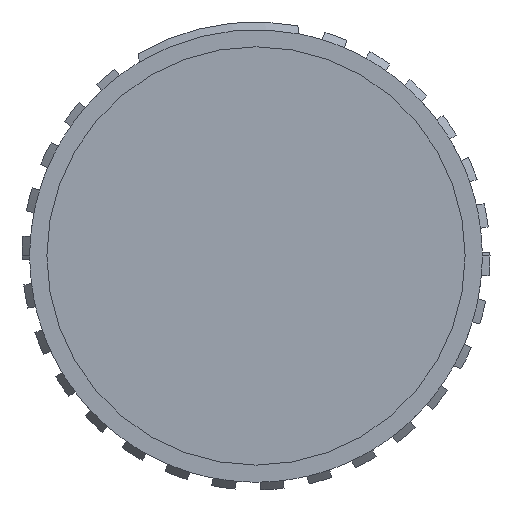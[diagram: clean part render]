
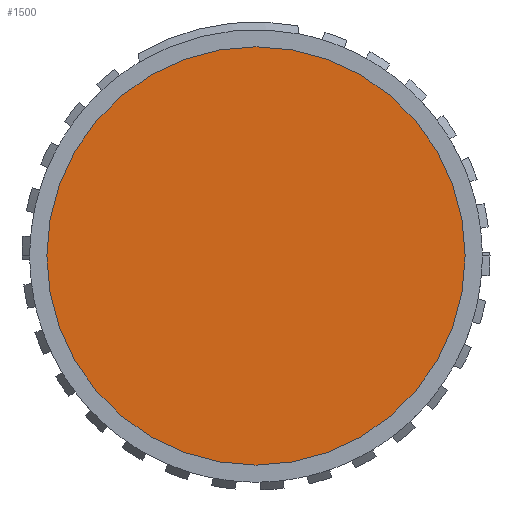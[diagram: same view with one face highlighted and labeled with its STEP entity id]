
A CAD part, left-side view. The second image highlights one B-rep face of the part: STEP entity #1500.
In plain terms, the highlighted planar face has unit normal (-1, 0, 0).
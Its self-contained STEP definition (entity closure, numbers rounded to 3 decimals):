
#1300=CARTESIAN_POINT('',(4.75,4.025,0.));
#1310=DIRECTION('',(-1.,0.,0.));
#1320=DIRECTION('',(0.,1.,0.));
#1330=AXIS2_PLACEMENT_3D('',#1300,#1310,#1320);
#1340=PLANE('',#1330);
#1350=CARTESIAN_POINT('',(4.75,0.,0.));
#1360=DIRECTION('',(1.,0.,0.));
#1370=DIRECTION('',(0.,-1.,0.));
#1380=AXIS2_PLACEMENT_3D('',#1350,#1360,#1370);
#1390=CIRCLE('',#1380,8.);
#1400=CARTESIAN_POINT('',(4.75,-8.,0.));
#1410=VERTEX_POINT('',#1400);
#1420=CARTESIAN_POINT('',(4.75,8.,0.));
#1430=VERTEX_POINT('',#1420);
#1440=EDGE_CURVE('',#1410,#1430,#1390,.T.);
#1450=ORIENTED_EDGE('',*,*,#1440,.F.);
#1460=EDGE_CURVE('',#1430,#1410,#1390,.T.);
#1470=ORIENTED_EDGE('',*,*,#1460,.F.);
#1480=EDGE_LOOP('',(#1470,#1450));
#1490=FACE_OUTER_BOUND('',#1480,.T.);
#1500=ADVANCED_FACE('',(#1490),#1340,.T.);
